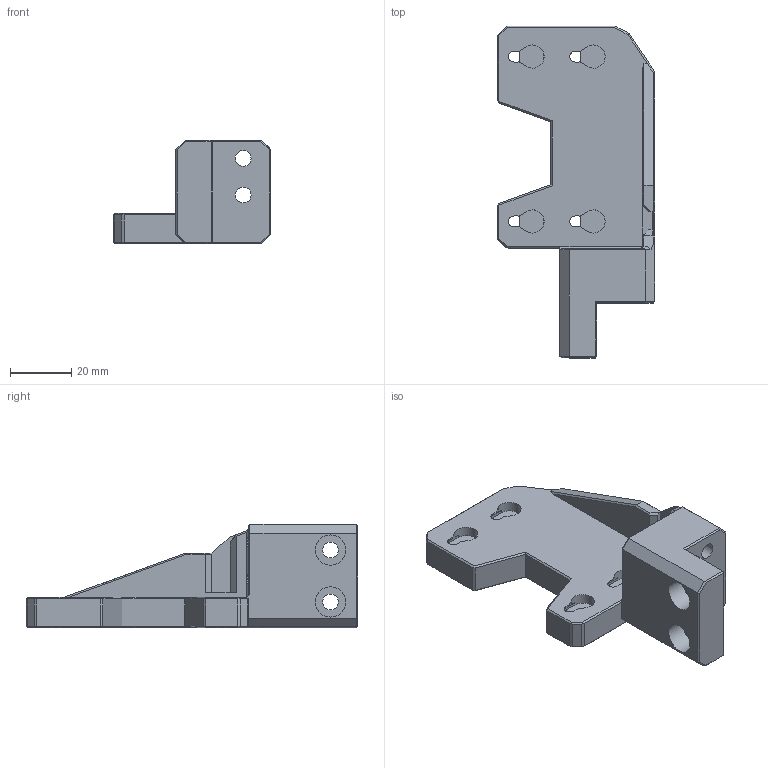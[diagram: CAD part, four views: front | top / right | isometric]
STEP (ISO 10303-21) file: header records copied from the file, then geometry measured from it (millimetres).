
FILE_DESCRIPTION(/* description */ (''),/* implementation_level */ '2;1');
FILE_NAME(/* name */ 'MadMax Dock Trident Horizontal Rail Mount.step',/* time_stamp */ '2025-07-07T09:20:10+08:00',/* author */ (''),/* organization */ (''),/* preprocessor_version */ 'ST-DEVELOPER v20.1',/* originating_system */ 'Autodesk Translation Framework v14.10.0.0',/* authorisation */ '');
FILE_SCHEMA (('AUTOMOTIVE_DESIGN { 1 0 10303 214 3 1 1 }'));
Length unit declared in the file: millimetre
Products named in the file (1): MadMax_Dock_Trident_Ambrosia_m3_beta3
Bounding box: 51.5 x 108.69 x 34 mm (x, y, z)
Volume: 54675.2 mm3; surface area: 17249.6 mm2
Topology: 1 solids, 1 shells, 227 faces, 566 edges, 341 vertices
Faces by surface type: plane 195, cylinder 24, cone 8
Full cylindrical faces by diameter (mm): 5.2 x4, 6.1 x4, 9.9 x4
Entity records: 6648 total; most frequent: CARTESIAN_POINT 1135, ORIENTED_EDGE 1132, DIRECTION 1130, EDGE_CURVE 566, LINE 458, VECTOR 458, VERTEX_POINT 341, AXIS2_PLACEMENT_3D 336
